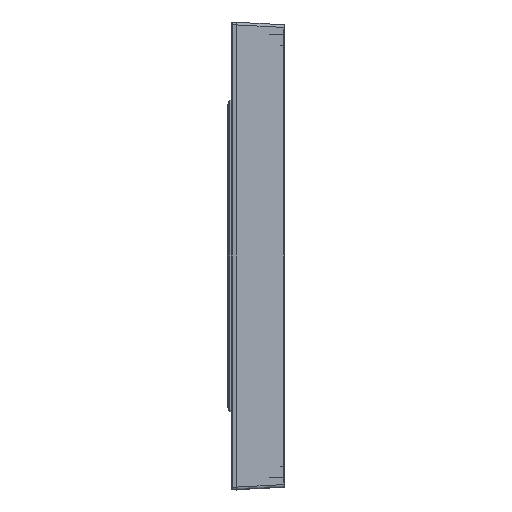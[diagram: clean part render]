
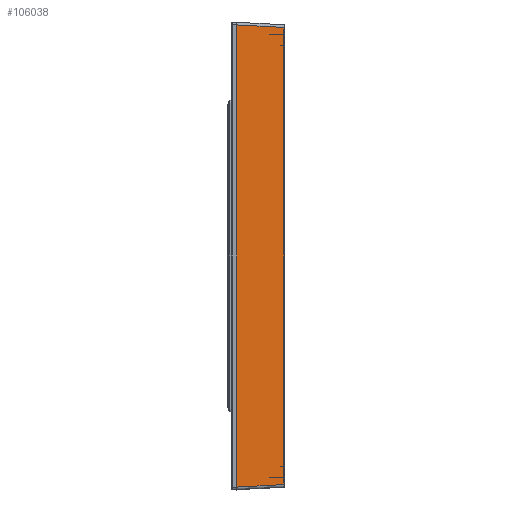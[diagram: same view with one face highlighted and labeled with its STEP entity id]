
A CAD part, left-side view. The second image highlights one B-rep face of the part: STEP entity #106038.
In plain terms, the highlighted planar face has unit normal (-0.999, -0.052, 0).
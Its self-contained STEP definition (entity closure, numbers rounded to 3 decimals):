
#28980=DIRECTION('',(0.,0.,-1.));
#28981=VECTOR('',#28980,86.901);
#28982=CARTESIAN_POINT('',(-43.95,9.,43.451));
#28983=LINE('134354',#28982,#28981);
#29044=CARTESIAN_POINT('',(-43.478,0.,42.979));
#29078=CARTESIAN_POINT('',(-43.478,0.,-42.979));
#29088=DIRECTION('',(0.,0.,-1.));
#29089=VECTOR('',#29088,85.958);
#29090=CARTESIAN_POINT('',(-43.478,0.,42.979));
#29091=LINE('134350',#29090,#29089);
#29108=DIRECTION('',(0.052,-0.997,-0.052));
#29109=VECTOR('',#29108,9.025);
#29110=CARTESIAN_POINT('',(-43.95,9.,43.451));
#29111=LINE('134339',#29110,#29109);
#29112=DIRECTION('',(0.052,-0.997,0.052));
#29113=VECTOR('',#29112,9.025);
#29114=CARTESIAN_POINT('',(-43.95,9.,-43.451));
#29115=LINE('134349',#29114,#29113);
#57888=VERTEX_POINT('',#29044);
#57889=CARTESIAN_POINT('',(-43.95,9.,43.451));
#57890=VERTEX_POINT('',#57889);
#57905=VERTEX_POINT('',#29078);
#57909=CARTESIAN_POINT('',(-43.95,9.,-43.451));
#57910=VERTEX_POINT('',#57909);
#106026=CARTESIAN_POINT('',(-43.95,9.,-43.95));
#106027=DIRECTION('',(0.999,0.052,0.));
#106028=DIRECTION('',(0.,0.,-1.));
#106029=AXIS2_PLACEMENT_3D('',#106026,#106027,#106028);
#106030=PLANE('130748',#106029);
#106031=ORIENTED_EDGE('134339',*,*,#106011,.T.);
#106032=ORIENTED_EDGE('134350',*,*,#105975,.T.);
#106034=ORIENTED_EDGE('134349',*,*,#106033,.F.);
#106035=ORIENTED_EDGE('134354',*,*,#105897,.F.);
#106036=EDGE_LOOP('130748',(#106031,#106032,#106034,#106035));
#106037=FACE_OUTER_BOUND('130748',#106036,.F.);
#106038=ADVANCED_FACE('130748',(#106037),#106030,.F.);
#105897=EDGE_CURVE('134354',#57890,#57910,#28983,.T.);
#105975=EDGE_CURVE('134350',#57888,#57905,#29091,.T.);
#106011=EDGE_CURVE('134339',#57890,#57888,#29111,.T.);
#106033=EDGE_CURVE('134349',#57910,#57905,#29115,.T.);
